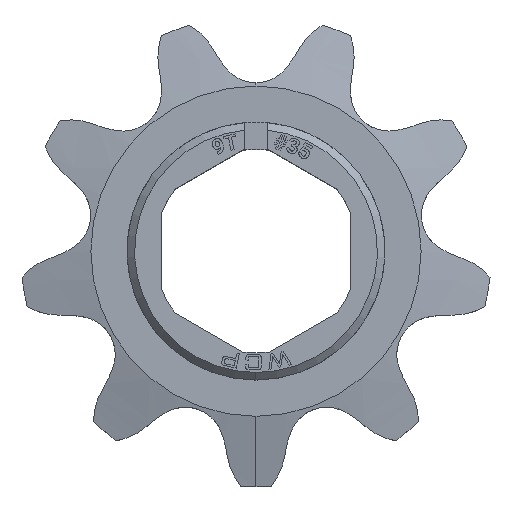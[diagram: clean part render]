
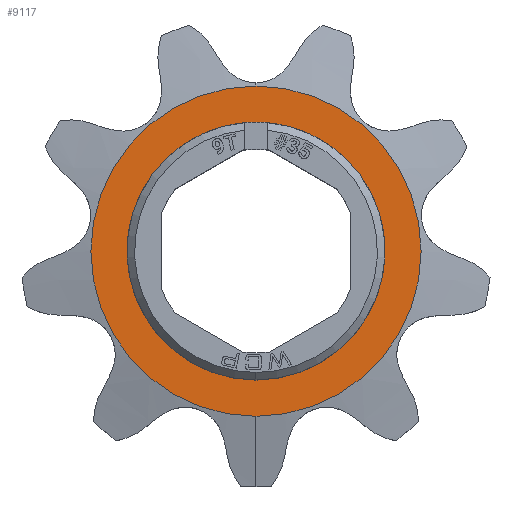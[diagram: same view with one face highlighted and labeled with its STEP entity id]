
A CAD part, top view. The second image highlights one B-rep face of the part: STEP entity #9117.
In plain terms, the highlighted planar face has unit normal (0, 0, 1).
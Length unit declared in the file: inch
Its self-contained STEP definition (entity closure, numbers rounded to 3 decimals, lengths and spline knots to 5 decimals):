
#164 = DIRECTION ( 'NONE',  ( 0., -1., 0. ) ) ;
#562 = EDGE_CURVE ( 'NONE', #10260, #7977, #10535, .T. ) ;
#818 = PLANE ( 'NONE',  #3715 ) ;
#1277 = DIRECTION ( 'NONE',  ( 0., 0., -1. ) ) ;
#1392 = EDGE_LOOP ( 'NONE', ( #2386, #7749 ) ) ;
#1394 = CARTESIAN_POINT ( 'NONE',  ( 0., -0.34375, 0.0845 ) ) ;
#1558 = EDGE_CURVE ( 'NONE', #8240, #9428, #3849, .T. ) ;
#1613 = FACE_BOUND ( 'NONE', #8447, .T. ) ;
#2117 = AXIS2_PLACEMENT_3D ( 'NONE', #4152, #8794, #5751 ) ;
#2386 = ORIENTED_EDGE ( 'NONE', *, *, #1558, .F. ) ;
#2750 = ORIENTED_EDGE ( 'NONE', *, *, #8369, .F. ) ;
#3714 = DIRECTION ( 'NONE',  ( 0., -1., 0. ) ) ;
#3715 = AXIS2_PLACEMENT_3D ( 'NONE', #4098, #7363, #164 ) ;
#3849 = CIRCLE ( 'NONE', #2117, 0.44015 ) ;
#4075 = AXIS2_PLACEMENT_3D ( 'NONE', #5361, #1277, #4614 ) ;
#4098 = CARTESIAN_POINT ( 'NONE',  ( 0., 0., 0.0845 ) ) ;
#4152 = CARTESIAN_POINT ( 'NONE',  ( 0., 0., 0.0845 ) ) ;
#4220 = DIRECTION ( 'NONE',  ( 0., -1., 0. ) ) ;
#4614 = DIRECTION ( 'NONE',  ( 0., -1., 0. ) ) ;
#4822 = ORIENTED_EDGE ( 'NONE', *, *, #562, .F. ) ;
#4993 = CARTESIAN_POINT ( 'NONE',  ( 0., 0.44015, 0.0845 ) ) ;
#5361 = CARTESIAN_POINT ( 'NONE',  ( 0., 0., 0.0845 ) ) ;
#5751 = DIRECTION ( 'NONE',  ( 0., -1., 0. ) ) ;
#5775 = CARTESIAN_POINT ( 'NONE',  ( 0., -0.44015, 0.0845 ) ) ;
#5861 = DIRECTION ( 'NONE',  ( 0., 0., 1. ) ) ;
#5905 = AXIS2_PLACEMENT_3D ( 'NONE', #8695, #7739, #3714 ) ;
#6886 = CARTESIAN_POINT ( 'NONE',  ( 0., 0., 0.0845 ) ) ;
#7363 = DIRECTION ( 'NONE',  ( 0., 0., -1. ) ) ;
#7739 = DIRECTION ( 'NONE',  ( 0., 0., 1. ) ) ;
#7749 = ORIENTED_EDGE ( 'NONE', *, *, #9291, .F. ) ;
#7977 = VERTEX_POINT ( 'NONE', #1394 ) ;
#8163 = FACE_OUTER_BOUND ( 'NONE', #1392, .T. ) ;
#8240 = VERTEX_POINT ( 'NONE', #5775 ) ;
#8369 = EDGE_CURVE ( 'NONE', #7977, #10260, #8670, .T. ) ;
#8447 = EDGE_LOOP ( 'NONE', ( #2750, #4822 ) ) ;
#8670 = CIRCLE ( 'NONE', #10201, 0.34375 ) ;
#8695 = CARTESIAN_POINT ( 'NONE',  ( 0., 0., 0.0845 ) ) ;
#8794 = DIRECTION ( 'NONE',  ( 0., 0., -1. ) ) ;
#8885 = CARTESIAN_POINT ( 'NONE',  ( 0., 0.34375, 0.0845 ) ) ;
#9117 = ADVANCED_FACE ( 'NONE', ( #1613, #8163 ), #818, .F. ) ;
#9291 = EDGE_CURVE ( 'NONE', #9428, #8240, #10209, .T. ) ;
#9428 = VERTEX_POINT ( 'NONE', #4993 ) ;
#10201 = AXIS2_PLACEMENT_3D ( 'NONE', #6886, #5861, #4220 ) ;
#10209 = CIRCLE ( 'NONE', #4075, 0.44015 ) ;
#10260 = VERTEX_POINT ( 'NONE', #8885 ) ;
#10535 = CIRCLE ( 'NONE', #5905, 0.34375 ) ;
